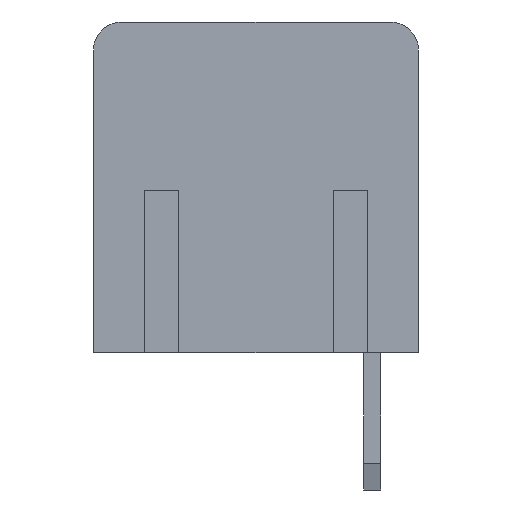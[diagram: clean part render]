
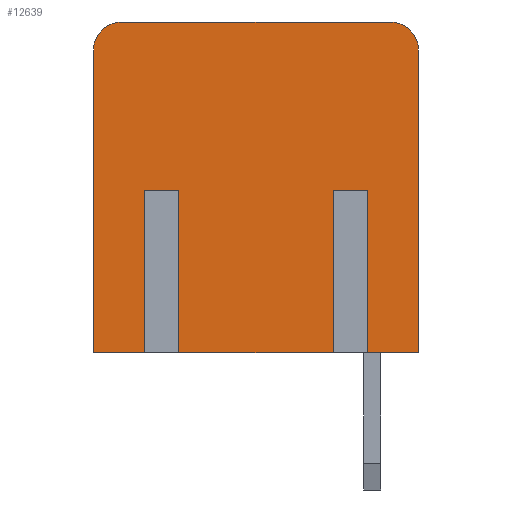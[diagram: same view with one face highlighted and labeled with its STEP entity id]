
A CAD part, left-side view. The second image highlights one B-rep face of the part: STEP entity #12639.
In plain terms, the highlighted planar face has unit normal (-1, 0, 0).
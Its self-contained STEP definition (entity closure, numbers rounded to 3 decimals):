
#686=PLANE('',#13288);
#1249=LINE('',#16623,#2147);
#1257=LINE('',#16639,#2155);
#1265=LINE('',#16655,#2163);
#1390=LINE('',#16913,#2288);
#1391=LINE('',#16915,#2289);
#1396=LINE('',#16926,#2294);
#1412=LINE('',#16959,#2310);
#1413=LINE('',#16961,#2311);
#1414=LINE('',#16963,#2312);
#1415=LINE('',#16966,#2313);
#1416=LINE('',#16968,#2314);
#1417=LINE('',#16970,#2315);
#2147=VECTOR('',#14265,1000.);
#2155=VECTOR('',#14273,1000.);
#2163=VECTOR('',#14281,1000.);
#2288=VECTOR('',#14448,1000.);
#2289=VECTOR('',#14451,1000.);
#2294=VECTOR('',#14458,1000.);
#2310=VECTOR('',#14490,1000.);
#2311=VECTOR('',#14491,1000.);
#2312=VECTOR('',#14492,1000.);
#2313=VECTOR('',#14497,1000.);
#2314=VECTOR('',#14498,1000.);
#2315=VECTOR('',#14499,1000.);
#3448=ORIENTED_EDGE('',*,*,#6210,.F.);
#3449=ORIENTED_EDGE('',*,*,#6211,.T.);
#3450=ORIENTED_EDGE('',*,*,#6212,.T.);
#3451=ORIENTED_EDGE('',*,*,#6047,.F.);
#3452=ORIENTED_EDGE('',*,*,#6188,.F.);
#3453=ORIENTED_EDGE('',*,*,#6213,.T.);
#3454=ORIENTED_EDGE('',*,*,#6194,.T.);
#3455=ORIENTED_EDGE('',*,*,#6214,.T.);
#3456=ORIENTED_EDGE('',*,*,#6189,.T.);
#3457=ORIENTED_EDGE('',*,*,#6063,.F.);
#3458=ORIENTED_EDGE('',*,*,#6215,.F.);
#3459=ORIENTED_EDGE('',*,*,#6216,.T.);
#3460=ORIENTED_EDGE('',*,*,#6217,.T.);
#3461=ORIENTED_EDGE('',*,*,#6055,.F.);
#6047=EDGE_CURVE('',#7473,#7474,#1249,.T.);
#6055=EDGE_CURVE('',#7481,#7482,#1257,.T.);
#6063=EDGE_CURVE('',#7489,#7490,#1265,.T.);
#6188=EDGE_CURVE('',#7601,#7473,#1390,.T.);
#6189=EDGE_CURVE('',#7602,#7490,#1391,.T.);
#6194=EDGE_CURVE('',#7607,#7606,#1396,.T.);
#6210=EDGE_CURVE('',#7616,#7481,#1412,.T.);
#6211=EDGE_CURVE('',#7616,#7617,#1413,.T.);
#6212=EDGE_CURVE('',#7617,#7474,#1414,.T.);
#6213=EDGE_CURVE('',#7601,#7607,#8282,.T.);
#6214=EDGE_CURVE('',#7606,#7602,#8283,.T.);
#6215=EDGE_CURVE('',#7618,#7489,#1415,.T.);
#6216=EDGE_CURVE('',#7618,#7619,#1416,.T.);
#6217=EDGE_CURVE('',#7619,#7482,#1417,.T.);
#7473=VERTEX_POINT('',#16622);
#7474=VERTEX_POINT('',#16624);
#7481=VERTEX_POINT('',#16638);
#7482=VERTEX_POINT('',#16640);
#7489=VERTEX_POINT('',#16654);
#7490=VERTEX_POINT('',#16656);
#7601=VERTEX_POINT('',#16912);
#7602=VERTEX_POINT('',#16916);
#7606=VERTEX_POINT('',#16925);
#7607=VERTEX_POINT('',#16927);
#7616=VERTEX_POINT('',#16960);
#7617=VERTEX_POINT('',#16962);
#7618=VERTEX_POINT('',#16967);
#7619=VERTEX_POINT('',#16969);
#8282=CIRCLE('',#13289,1.041);
#8283=CIRCLE('',#13290,1.041);
#8509=EDGE_LOOP('',(#3448,#3449,#3450,#3451,#3452,#3453,#3454,#3455,#3456,
#3457,#3458,#3459,#3460,#3461));
#9145=FACE_BOUND('',#8509,.T.);
#12639=ADVANCED_FACE('',(#9145),#686,.T.);
#13288=AXIS2_PLACEMENT_3D('',#16958,#14488,#14489);
#13289=AXIS2_PLACEMENT_3D('',#16964,#14493,#14494);
#13290=AXIS2_PLACEMENT_3D('',#16965,#14495,#14496);
#14265=DIRECTION('',(0.,1.,0.));
#14273=DIRECTION('',(0.,1.,0.));
#14281=DIRECTION('',(0.,1.,0.));
#14448=DIRECTION('',(0.,0.,-1.));
#14451=DIRECTION('',(0.,0.,-1.));
#14458=DIRECTION('',(0.,1.,0.));
#14488=DIRECTION('',(-1.,0.,0.));
#14489=DIRECTION('',(0.,0.,1.));
#14490=DIRECTION('',(0.,0.,-1.));
#14491=DIRECTION('',(0.,-1.,0.));
#14492=DIRECTION('',(0.,0.,-1.));
#14493=DIRECTION('',(-1.,0.,0.));
#14494=DIRECTION('',(0.,0.,1.));
#14495=DIRECTION('',(-1.,0.,0.));
#14496=DIRECTION('',(0.,0.,1.));
#14497=DIRECTION('',(0.,0.,-1.));
#14498=DIRECTION('',(0.,-1.,0.));
#14499=DIRECTION('',(0.,0.,-1.));
#16622=CARTESIAN_POINT('',(-23.025,-1.714,0.));
#16623=CARTESIAN_POINT('',(-23.025,-1.714,0.));
#16624=CARTESIAN_POINT('',(-23.025,0.597,0.));
#16638=CARTESIAN_POINT('',(-23.025,0.991,0.));
#16639=CARTESIAN_POINT('',(-23.025,-1.714,0.));
#16640=CARTESIAN_POINT('',(-23.025,7.595,0.));
#16654=CARTESIAN_POINT('',(-23.025,7.988,0.));
#16655=CARTESIAN_POINT('',(-23.025,-1.714,0.));
#16656=CARTESIAN_POINT('',(-23.025,10.3,0.));
#16912=CARTESIAN_POINT('',(-23.025,-1.714,11.176));
#16913=CARTESIAN_POINT('',(-23.025,-1.714,12.217));
#16915=CARTESIAN_POINT('',(-23.025,10.3,12.217));
#16916=CARTESIAN_POINT('',(-23.025,10.3,11.176));
#16925=CARTESIAN_POINT('',(-23.025,9.258,12.217));
#16926=CARTESIAN_POINT('',(-23.025,-1.714,12.217));
#16927=CARTESIAN_POINT('',(-23.025,-0.673,12.217));
#16958=CARTESIAN_POINT('',(-23.025,-1.714,12.217));
#16959=CARTESIAN_POINT('',(-23.025,0.991,5.994));
#16960=CARTESIAN_POINT('',(-23.025,0.991,5.994));
#16961=CARTESIAN_POINT('',(-23.025,0.991,5.994));
#16962=CARTESIAN_POINT('',(-23.025,0.597,5.994));
#16963=CARTESIAN_POINT('',(-23.025,0.597,5.994));
#16964=CARTESIAN_POINT('',(-23.025,-0.673,11.176));
#16965=CARTESIAN_POINT('',(-23.025,9.258,11.176));
#16966=CARTESIAN_POINT('',(-23.025,7.988,5.994));
#16967=CARTESIAN_POINT('',(-23.025,7.988,5.994));
#16968=CARTESIAN_POINT('',(-23.025,7.988,5.994));
#16969=CARTESIAN_POINT('',(-23.025,7.595,5.994));
#16970=CARTESIAN_POINT('',(-23.025,7.595,5.994));
